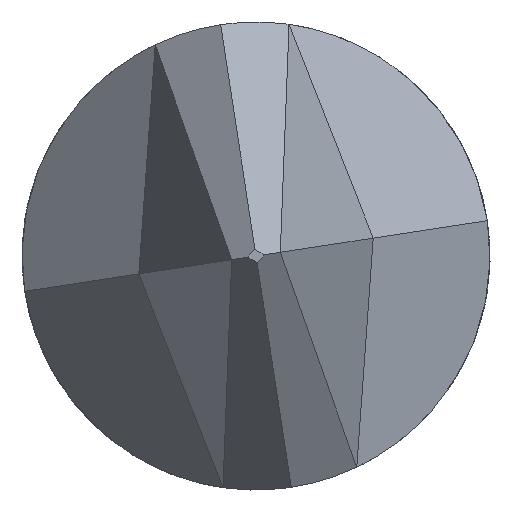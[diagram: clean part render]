
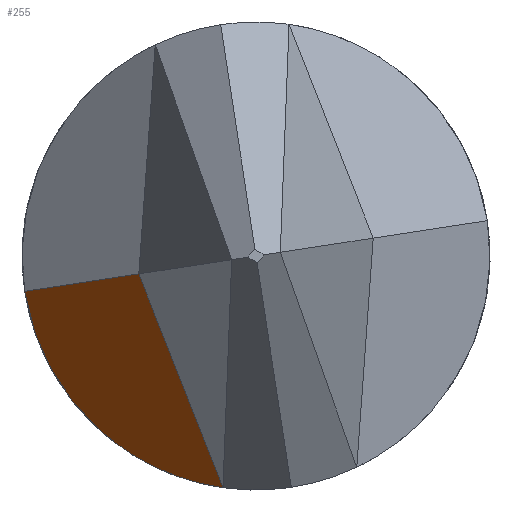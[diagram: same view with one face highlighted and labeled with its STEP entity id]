
A CAD part, left-side view. The second image highlights one B-rep face of the part: STEP entity #255.
In plain terms, the highlighted planar face has unit normal (-0.683, 0.636, -0.359).
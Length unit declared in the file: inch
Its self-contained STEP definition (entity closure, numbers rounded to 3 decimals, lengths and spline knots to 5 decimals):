
#49 = DIRECTION ( 'NONE',  ( 0.683, -0.636, 0.359 ) ) ;
#74 = CARTESIAN_POINT ( 'NONE',  ( -0.278, 0.01557, -0.00238 ) ) ;
#81 = LINE ( 'NONE', #1398, #95 ) ;
#95 = VECTOR ( 'NONE', #1413, 39.37008 ) ;
#133 = VERTEX_POINT ( 'NONE', #362 ) ;
#201 = ORIENTED_EDGE ( 'NONE', *, *, #1375, .T. ) ;
#202 = PLANE ( 'NONE',  #339 ) ;
#243 = VECTOR ( 'NONE', #1353, 39.37008 ) ;
#255 = ADVANCED_FACE ( 'NONE', ( #1366 ), #202, .F. ) ;
#267 = CARTESIAN_POINT ( 'NONE',  ( -0.278, 0.01557, -0.00238 ) ) ;
#269 = EDGE_LOOP ( 'NONE', ( #370, #286, #201 ) ) ;
#286 = ORIENTED_EDGE ( 'NONE', *, *, #1277, .T. ) ;
#339 = AXIS2_PLACEMENT_3D ( 'NONE', #74, #49, #417 ) ;
#362 = CARTESIAN_POINT ( 'NONE',  ( -0.26265, 0.03074, -0.0047 ) ) ;
#370 = ORIENTED_EDGE ( 'NONE', *, *, #1163, .T. ) ;
#417 = DIRECTION ( 'NONE',  ( 0.707, 0.699, -0.107 ) ) ;
#434 = VERTEX_POINT ( 'NONE', #736 ) ;
#464 = VERTEX_POINT ( 'NONE', #267 ) ;
#484 = CARTESIAN_POINT ( 'NONE',  ( -0.26265, 0.03074, -0.0047 ) ) ;
#549 =( BOUNDED_CURVE ( )  B_SPLINE_CURVE ( 3, ( #484, #1234, #1258, #1262 ),
 .UNSPECIFIED., .F., .F. ) 
 B_SPLINE_CURVE_WITH_KNOTS ( ( 4, 4 ),
 ( 5.92097, 7.19844 ),
 .UNSPECIFIED. ) 
 CURVE ( )  GEOMETRIC_REPRESENTATION_ITEM ( )  RATIONAL_B_SPLINE_CURVE ( ( 1., 0.869, 0.869, 1. ) ) 
 REPRESENTATION_ITEM ( '' )  );
#736 = CARTESIAN_POINT ( 'NONE',  ( -0.27348, 0.00439, -0.03079 ) ) ;
#798 = LINE ( 'NONE', #835, #243 ) ;
#835 = CARTESIAN_POINT ( 'NONE',  ( -0.278, 0.01557, -0.00238 ) ) ;
#1163 = EDGE_CURVE ( 'NONE', #133, #434, #549, .T. ) ;
#1234 = CARTESIAN_POINT ( 'NONE',  ( -0.25726, 0.02859, -0.01877 ) ) ;
#1258 = CARTESIAN_POINT ( 'NONE',  ( -0.26142, 0.01848, -0.02878 ) ) ;
#1262 = CARTESIAN_POINT ( 'NONE',  ( -0.27348, 0.00439, -0.03079 ) ) ;
#1277 = EDGE_CURVE ( 'NONE', #434, #464, #81, .T. ) ;
#1353 = DIRECTION ( 'NONE',  ( 0.707, 0.699, -0.107 ) ) ;
#1366 = FACE_OUTER_BOUND ( 'NONE', #269, .T. ) ;
#1375 = EDGE_CURVE ( 'NONE', #464, #133, #798, .T. ) ;
#1398 = CARTESIAN_POINT ( 'NONE',  ( -0.27826, 0.01622, -0.00074 ) ) ;
#1413 = DIRECTION ( 'NONE',  ( -0.146, 0.362, 0.92 ) ) ;
